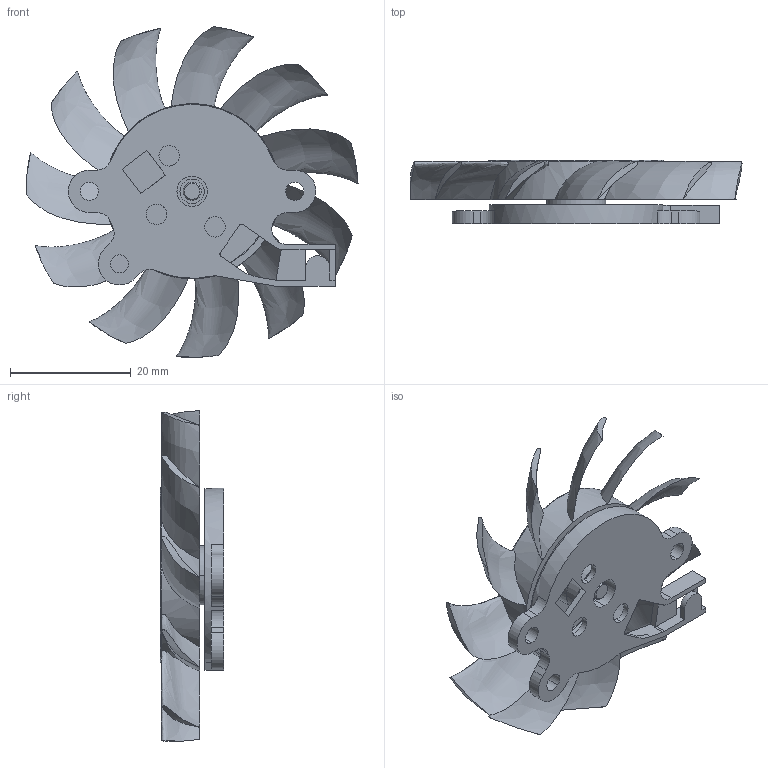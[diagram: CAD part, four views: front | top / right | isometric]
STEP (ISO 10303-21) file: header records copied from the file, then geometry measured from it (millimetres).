
FILE_DESCRIPTION((''),'2;1');
FILE_NAME('6010_ASM','2019-03-21T',('Administrator'),(''),'PRO/ENGINEER BY PARAMETRIC TECHNOLOGY CORPORATION, 2009440','PRO/ENGINEER BY PARAMETRIC TECHNOLOGY CORPORATION, 2009440','');
FILE_SCHEMA(('CONFIG_CONTROL_DESIGN'));
Length unit declared in the file: millimetre
Products named in the file (3): 6010-ZHIJIA; 6010-YE; 6010_ASM
Assembly tree (2 placements, depth 2):
  6010_ASM
    6010-ZHIJIA
    6010-YE
Bounding box: 54.97 x 10.5 x 54.78 mm (x, y, z)
Volume: 3444.8 mm3; surface area: 8492.7 mm2
Topology: 2 solids, 2 shells, 173 faces, 446 edges, 281 vertices
Faces by surface type: cylinder 80, plane 63, bspline 22, cone 4, torus 4
Entity records: 7813 total; most frequent: CARTESIAN_POINT 3530, ORIENTED_EDGE 892, DIRECTION 869, EDGE_CURVE 446, AXIS2_PLACEMENT_3D 340, VERTEX_POINT 281, EDGE_LOOP 197, VECTOR 189
